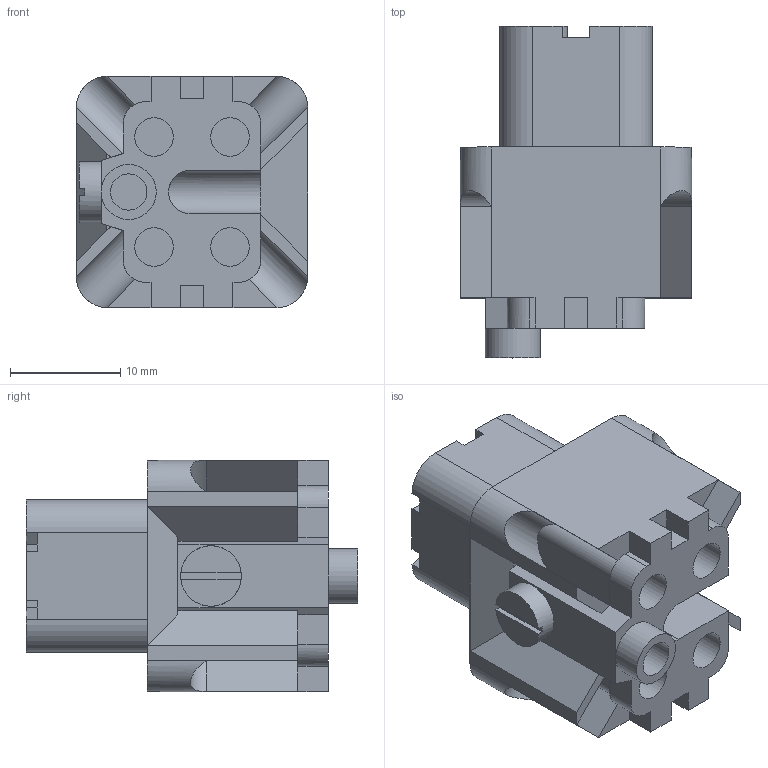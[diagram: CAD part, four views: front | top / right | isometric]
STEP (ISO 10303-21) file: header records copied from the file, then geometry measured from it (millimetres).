
FILE_DESCRIPTION (( 'STEP AP214' ), '1' );
FILE_NAME ('ZP-3A-4-FS-INSERT.STEP', '2011-11-18T20:22:57', ( '.ADC' ), ( 'ADC' ), 'SwSTEP 2.0', 'SolidWorks 2011', '' );
FILE_SCHEMA (( 'AUTOMOTIVE_DESIGN' ));
Length unit declared in the file: millimetre
Products named in the file (1): ZP-3A-4-FS-INSERT
Bounding box: 21 x 30.15 x 21 mm (x, y, z)
Volume: 5885.1 mm3; surface area: 4515.7 mm2
Topology: 1 solids, 1 shells, 154 faces, 403 edges, 263 vertices
Faces by surface type: plane 107, cylinder 47
Full cylindrical faces by diameter (mm): 1.8 x4, 3.1 x1, 3.3 x1, 3.5 x4, 5 x1, 5.5 x1
Entity records: 4768 total; most frequent: CARTESIAN_POINT 964, ORIENTED_EDGE 778, DIRECTION 767, EDGE_CURVE 389, LINE 287, VECTOR 287, VERTEX_POINT 261, AXIS2_PLACEMENT_3D 240
